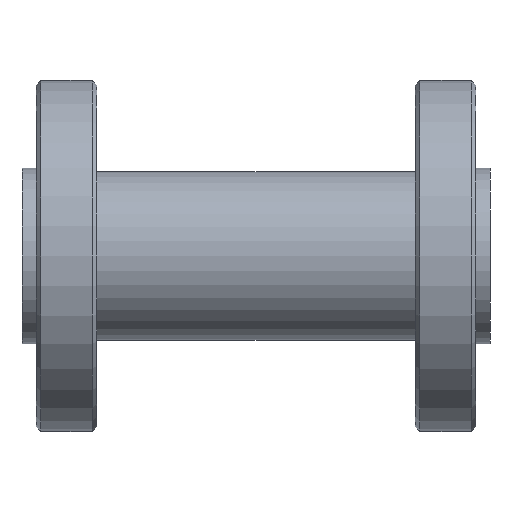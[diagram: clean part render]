
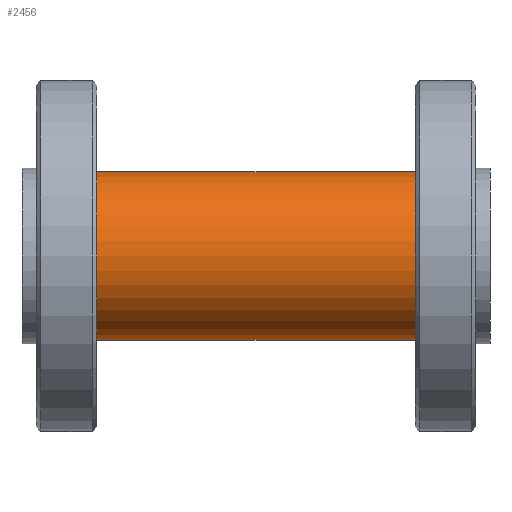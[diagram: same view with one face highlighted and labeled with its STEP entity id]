
A CAD part, front view. The second image highlights one B-rep face of the part: STEP entity #2456.
In plain terms, the highlighted cylindrical face has radius 4.572 mm (diameter 9.144 mm), a partial arc.
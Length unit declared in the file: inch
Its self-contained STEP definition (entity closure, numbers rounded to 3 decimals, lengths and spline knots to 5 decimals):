
#11 = FACE_OUTER_BOUND ( 'NONE', #2246, .T. ) ;
#117 = DIRECTION ( 'NONE',  ( -1., 0., 0. ) ) ;
#183 = DIRECTION ( 'NONE',  ( 0., 0., 1. ) ) ;
#217 = CARTESIAN_POINT ( 'NONE',  ( 0.84, 0., 0.18 ) ) ;
#560 = LINE ( 'NONE', #598, #2422 ) ;
#582 = ORIENTED_EDGE ( 'NONE', *, *, #2996, .T. ) ;
#598 = CARTESIAN_POINT ( 'NONE',  ( 0., 0., 0.18 ) ) ;
#606 = VERTEX_POINT ( 'NONE', #3009 ) ;
#640 = DIRECTION ( 'NONE',  ( -1., 0., 0. ) ) ;
#798 = VECTOR ( 'NONE', #2288, 39.37008 ) ;
#977 = ORIENTED_EDGE ( 'NONE', *, *, #1895, .F. ) ;
#1041 = EDGE_CURVE ( 'NONE', #606, #3040, #1757, .T. ) ;
#1102 = VERTEX_POINT ( 'NONE', #2230 ) ;
#1271 = AXIS2_PLACEMENT_3D ( 'NONE', #3006, #1550, #183 ) ;
#1476 = CARTESIAN_POINT ( 'NONE',  ( 0.16, 0., 0. ) ) ;
#1550 = DIRECTION ( 'NONE',  ( -1., 0., 0. ) ) ;
#1558 = CARTESIAN_POINT ( 'NONE',  ( 0.16, 0., 0.18 ) ) ;
#1564 = CARTESIAN_POINT ( 'NONE',  ( 0., 0., -0.18 ) ) ;
#1708 = DIRECTION ( 'NONE',  ( 0., 0., 1. ) ) ;
#1757 = CIRCLE ( 'NONE', #1894, 0.18 ) ;
#1766 = LINE ( 'NONE', #1564, #798 ) ;
#1777 = CARTESIAN_POINT ( 'NONE',  ( 0., 0., 0. ) ) ;
#1844 = AXIS2_PLACEMENT_3D ( 'NONE', #1777, #640, #2020 ) ;
#1894 = AXIS2_PLACEMENT_3D ( 'NONE', #1476, #117, #1708 ) ;
#1895 = EDGE_CURVE ( 'NONE', #1102, #606, #1766, .T. ) ;
#1922 = CYLINDRICAL_SURFACE ( 'NONE', #1844, 0.18 ) ;
#2020 = DIRECTION ( 'NONE',  ( 0., 0., 1. ) ) ;
#2064 = ORIENTED_EDGE ( 'NONE', *, *, #1041, .F. ) ;
#2229 = DIRECTION ( 'NONE',  ( -1., 0., 0. ) ) ;
#2230 = CARTESIAN_POINT ( 'NONE',  ( 0.84, 0., -0.18 ) ) ;
#2246 = EDGE_LOOP ( 'NONE', ( #977, #582, #2633, #2064 ) ) ;
#2288 = DIRECTION ( 'NONE',  ( -1., 0., 0. ) ) ;
#2422 = VECTOR ( 'NONE', #2229, 39.37008 ) ;
#2456 = ADVANCED_FACE ( 'NONE', ( #11 ), #1922, .T. ) ;
#2556 = VERTEX_POINT ( 'NONE', #217 ) ;
#2612 = CIRCLE ( 'NONE', #1271, 0.18 ) ;
#2633 = ORIENTED_EDGE ( 'NONE', *, *, #2874, .T. ) ;
#2874 = EDGE_CURVE ( 'NONE', #2556, #3040, #560, .T. ) ;
#2996 = EDGE_CURVE ( 'NONE', #1102, #2556, #2612, .T. ) ;
#3006 = CARTESIAN_POINT ( 'NONE',  ( 0.84, 0., 0. ) ) ;
#3009 = CARTESIAN_POINT ( 'NONE',  ( 0.16, 0., -0.18 ) ) ;
#3040 = VERTEX_POINT ( 'NONE', #1558 ) ;
